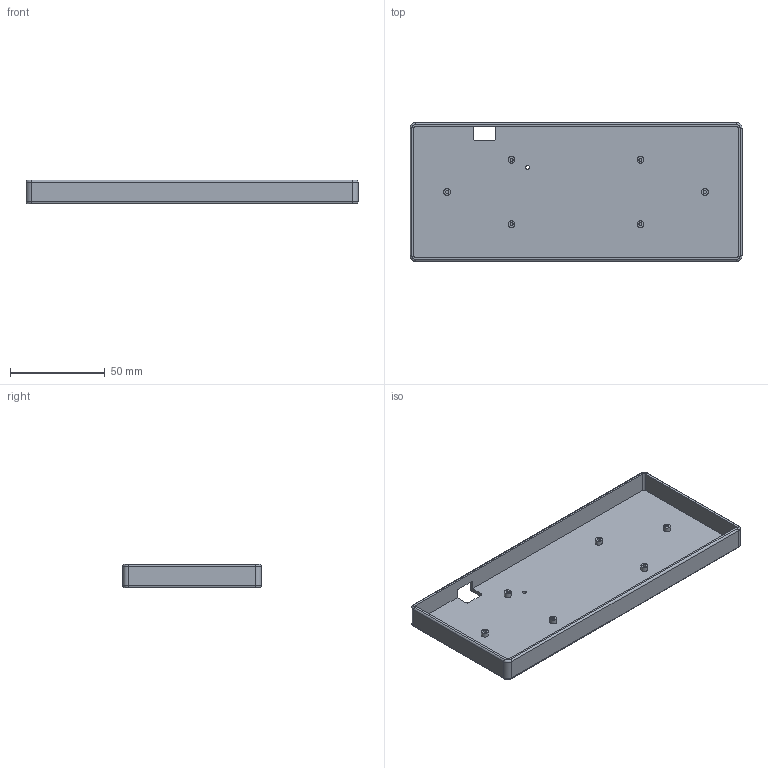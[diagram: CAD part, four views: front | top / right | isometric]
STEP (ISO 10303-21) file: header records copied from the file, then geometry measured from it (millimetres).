
FILE_DESCRIPTION(/* description */ (''),/* implementation_level */ '2;1');
FILE_NAME(/* name */ 'bancouver40 cnc final v3.step',/* time_stamp */ '2022-10-27T21:46:41-05:00',/* author */ (''),/* organization */ (''),/* preprocessor_version */ 'ST-DEVELOPER v19.2',/* originating_system */ 'Autodesk Translation Framework v11.17.0.187',/* authorisation */ '');
FILE_SCHEMA (('AUTOMOTIVE_DESIGN { 1 0 10303 214 3 1 1 }'));
Length unit declared in the file: millimetre
Products named in the file (1): bancouver40 cnc final
Bounding box: 175.2 x 73.2 x 12.5 mm (x, y, z)
Volume: 35388.1 mm3; surface area: 36439.2 mm2
Topology: 1 solids, 1 shells, 69 faces, 152 edges, 96 vertices
Faces by surface type: cylinder 34, plane 27, torus 8
Full cylindrical faces by diameter (mm): 1.6 x6, 2 x1, 3.6 x6
Entity records: 1955 total; most frequent: DIRECTION 368, CARTESIAN_POINT 318, ORIENTED_EDGE 304, EDGE_CURVE 152, AXIS2_PLACEMENT_3D 146, VERTEX_POINT 96, EDGE_LOOP 84, LINE 76
